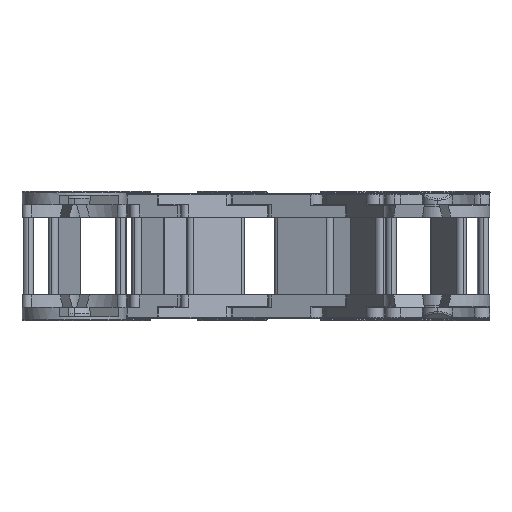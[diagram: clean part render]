
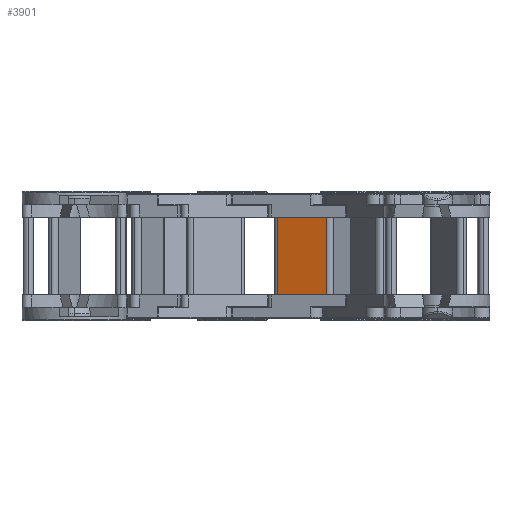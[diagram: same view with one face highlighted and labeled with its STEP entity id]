
A CAD part, left-side view. The second image highlights one B-rep face of the part: STEP entity #3901.
In plain terms, the highlighted face is planar.
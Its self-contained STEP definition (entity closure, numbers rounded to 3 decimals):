
#122 = ORIENTED_EDGE ( 'NONE', *, *, #4074, .F. ) ;
#413 = DIRECTION ( 'NONE',  ( 0., 0., -1. ) ) ;
#613 = CARTESIAN_POINT ( 'NONE',  ( -6.7, 9.9, -17.1 ) ) ;
#617 = CARTESIAN_POINT ( 'NONE',  ( -6.7, 9.9, -2.1 ) ) ;
#843 = VERTEX_POINT ( 'NONE', #1920 ) ;
#880 = VERTEX_POINT ( 'NONE', #613 ) ;
#1090 = EDGE_CURVE ( 'NONE', #880, #2688, #4375, .T. ) ;
#1218 = CARTESIAN_POINT ( 'NONE',  ( -6.7, 9.9, -2.1 ) ) ;
#1226 = VERTEX_POINT ( 'NONE', #2142 ) ;
#1266 = ORIENTED_EDGE ( 'NONE', *, *, #4984, .T. ) ;
#1301 = DIRECTION ( 'NONE',  ( 1., 0., 0. ) ) ;
#1398 = VECTOR ( 'NONE', #4635, 1000. ) ;
#1756 = ORIENTED_EDGE ( 'NONE', *, *, #1090, .T. ) ;
#1920 = CARTESIAN_POINT ( 'NONE',  ( 3.3, 9.9, -2.1 ) ) ;
#2074 = CARTESIAN_POINT ( 'NONE',  ( -7.7, 9.9, -2.1 ) ) ;
#2081 = CARTESIAN_POINT ( 'NONE',  ( 3.3, 9.9, -17.1 ) ) ;
#2093 = DIRECTION ( 'NONE',  ( -1., 0., 0. ) ) ;
#2142 = CARTESIAN_POINT ( 'NONE',  ( 3.3, 9.9, -17.1 ) ) ;
#2158 = AXIS2_PLACEMENT_3D ( 'NONE', #2074, #2450, #2093 ) ;
#2450 = DIRECTION ( 'NONE',  ( 0., -1., 0. ) ) ;
#2509 = PLANE ( 'NONE',  #2158 ) ;
#2544 = DIRECTION ( 'NONE',  ( 1., 0., 0. ) ) ;
#2688 = VERTEX_POINT ( 'NONE', #617 ) ;
#2949 = FACE_OUTER_BOUND ( 'NONE', #3498, .T. ) ;
#3017 = CARTESIAN_POINT ( 'NONE',  ( -7.7, 9.9, -17.1 ) ) ;
#3247 = LINE ( 'NONE', #2081, #3586 ) ;
#3350 = ORIENTED_EDGE ( 'NONE', *, *, #5440, .T. ) ;
#3498 = EDGE_LOOP ( 'NONE', ( #122, #1756, #3350, #1266 ) ) ;
#3555 = VECTOR ( 'NONE', #2544, 1000. ) ;
#3586 = VECTOR ( 'NONE', #413, 1000. ) ;
#3625 = LINE ( 'NONE', #3017, #3555 ) ;
#3901 = ADVANCED_FACE ( 'NONE', ( #2949 ), #2509, .F. ) ;
#4074 = EDGE_CURVE ( 'NONE', #880, #1226, #3625, .T. ) ;
#4375 = LINE ( 'NONE', #1218, #1398 ) ;
#4635 = DIRECTION ( 'NONE',  ( 0., 0., 1. ) ) ;
#4704 = LINE ( 'NONE', #5112, #5222 ) ;
#4984 = EDGE_CURVE ( 'NONE', #843, #1226, #3247, .T. ) ;
#5112 = CARTESIAN_POINT ( 'NONE',  ( -7.7, 9.9, -2.1 ) ) ;
#5222 = VECTOR ( 'NONE', #1301, 1000. ) ;
#5440 = EDGE_CURVE ( 'NONE', #2688, #843, #4704, .T. ) ;
